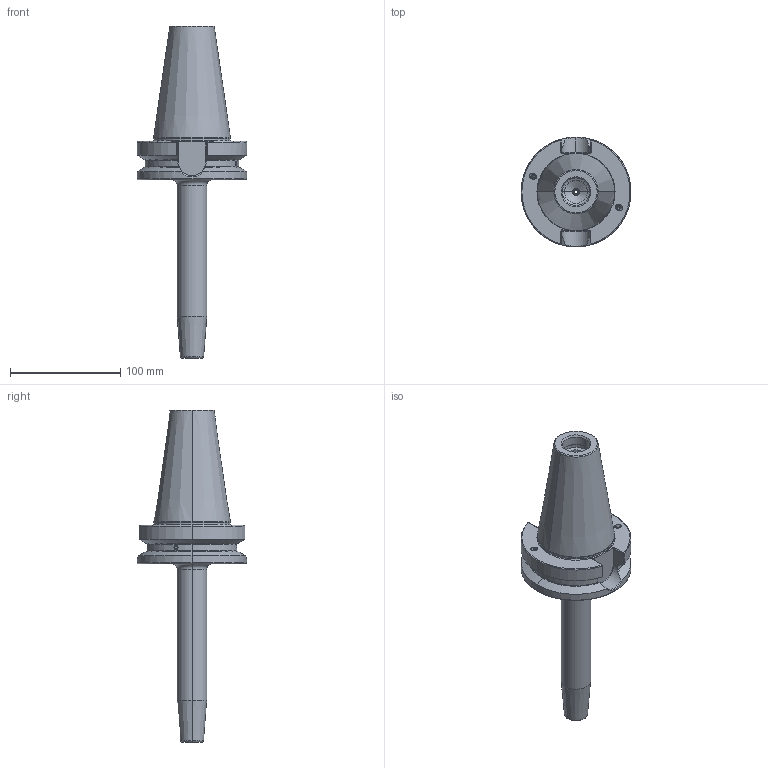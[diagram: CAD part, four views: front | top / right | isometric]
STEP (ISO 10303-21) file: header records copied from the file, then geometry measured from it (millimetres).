
FILE_DESCRIPTION (( 'STEP AP214' ), '1' );
FILE_NAME ('99.503.008 x=200_step.STEP', '2020-02-06T08:34:25', ( '' ), ( '' ), 'SwSTEP 2.0', 'SolidWorks 2018', '' );
FILE_SCHEMA (( 'AUTOMOTIVE_DESIGN' ));
Length unit declared in the file: millimetre
Products named in the file (1): 99.503.008 x=200_step
Bounding box: 99.97 x 99.97 x 301.8 mm (x, y, z)
Volume: 528385.2 mm3; surface area: 71621.4 mm2
Topology: 6 solids, 6 shells, 226 faces, 523 edges, 307 vertices
Faces by surface type: cone 72, cylinder 65, plane 55, torus 28, bspline 6
Entity records: 10250 total; most frequent: CARTESIAN_POINT 2616, DIRECTION 1087, ORIENTED_EDGE 1032, EDGE_CURVE 516, AXIS2_PLACEMENT_3D 434, VERTEX_POINT 307, EDGE_LOOP 243, UNCERTAINTY_MEASURE_WITH_UNIT 234
